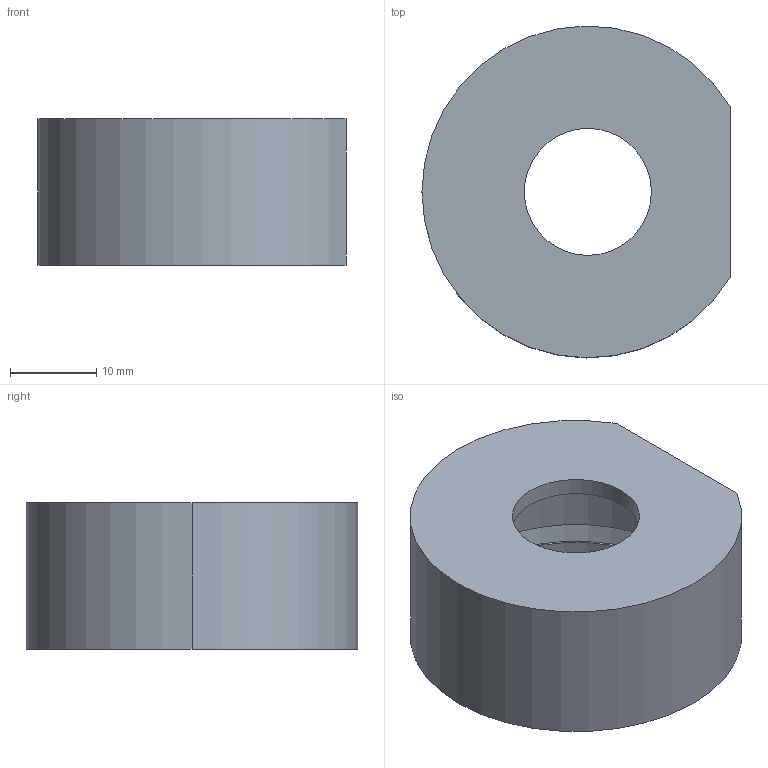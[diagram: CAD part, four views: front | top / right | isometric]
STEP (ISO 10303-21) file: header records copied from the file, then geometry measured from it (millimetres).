
FILE_DESCRIPTION (( 'STEP AP203' ), '1' );
FILE_NAME ('eye-camera-mount.STEP', '2019-10-13T11:42:34', ( '' ), ( '' ), 'SwSTEP 2.0', 'SolidWorks 2013', '' );
FILE_SCHEMA (( 'CONFIG_CONTROL_DESIGN' ));
Length unit declared in the file: millimetre
Products named in the file (1): eye-camera-mount
Bounding box: 35.75 x 38.5 x 17 mm (x, y, z)
Volume: 6427 mm3; surface area: 6083.5 mm2
Topology: 1 solids, 1 shells, 23 faces, 50 edges, 32 vertices
Faces by surface type: cylinder 14, plane 7, cone 2
Entity records: 723 total; most frequent: DIRECTION 128, CARTESIAN_POINT 106, ORIENTED_EDGE 100, AXIS2_PLACEMENT_3D 54, EDGE_CURVE 50, VERTEX_POINT 32, CIRCLE 30, EDGE_LOOP 28
